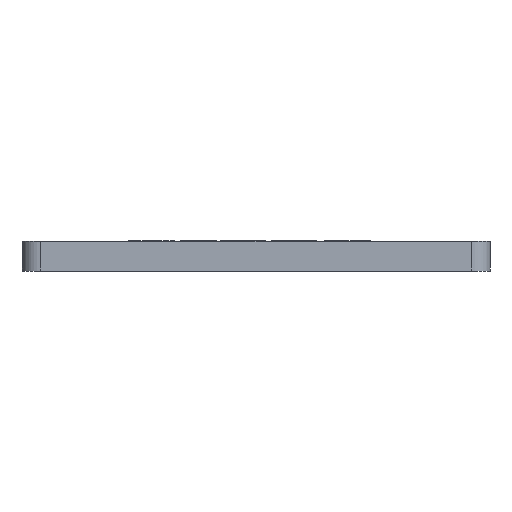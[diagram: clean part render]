
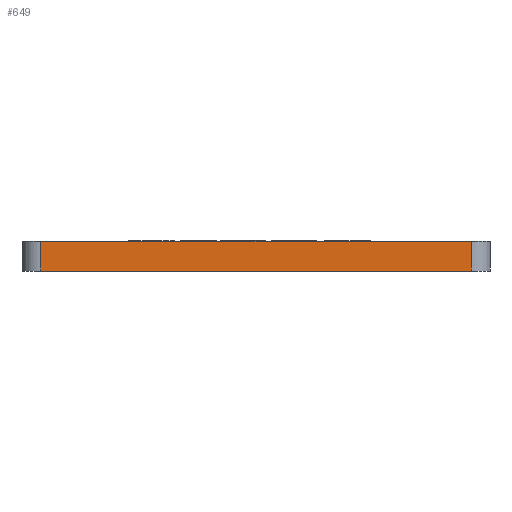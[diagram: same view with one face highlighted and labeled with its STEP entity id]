
A CAD part, front view. The second image highlights one B-rep face of the part: STEP entity #649.
In plain terms, the highlighted planar face has unit normal (0, -1, 0).
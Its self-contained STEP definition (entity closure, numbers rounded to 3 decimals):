
#63 = VERTEX_POINT('',#64);
#64 = CARTESIAN_POINT('',(-11.5,-51.,1.6));
#71 = EDGE_CURVE('',#72,#63,#74,.T.);
#72 = VERTEX_POINT('',#73);
#73 = CARTESIAN_POINT('',(-11.5,-51.,0.));
#74 = LINE('',#75,#76);
#75 = CARTESIAN_POINT('',(-11.5,-51.,0.));
#76 = VECTOR('',#77,1.);
#77 = DIRECTION('',(0.,0.,1.));
#155 = VERTEX_POINT('',#156);
#156 = CARTESIAN_POINT('',(11.5,-51.,0.));
#163 = EDGE_CURVE('',#155,#72,#164,.T.);
#164 = LINE('',#165,#166);
#165 = CARTESIAN_POINT('',(11.5,-51.,0.));
#166 = VECTOR('',#167,1.);
#167 = DIRECTION('',(-1.,0.,0.));
#217 = VERTEX_POINT('',#218);
#218 = CARTESIAN_POINT('',(11.5,-51.,1.6));
#225 = EDGE_CURVE('',#217,#63,#226,.T.);
#226 = LINE('',#227,#228);
#227 = CARTESIAN_POINT('',(11.5,-51.,1.6));
#228 = VECTOR('',#229,1.);
#229 = DIRECTION('',(-1.,0.,0.));
#649 = ADVANCED_FACE('',(#650),#661,.T.);
#650 = FACE_BOUND('',#651,.T.);
#651 = EDGE_LOOP('',(#652,#658,#659,#660));
#652 = ORIENTED_EDGE('',*,*,#653,.T.);
#653 = EDGE_CURVE('',#155,#217,#654,.T.);
#654 = LINE('',#655,#656);
#655 = CARTESIAN_POINT('',(11.5,-51.,0.));
#656 = VECTOR('',#657,1.);
#657 = DIRECTION('',(0.,0.,1.));
#658 = ORIENTED_EDGE('',*,*,#225,.T.);
#659 = ORIENTED_EDGE('',*,*,#71,.F.);
#660 = ORIENTED_EDGE('',*,*,#163,.F.);
#661 = PLANE('',#662);
#662 = AXIS2_PLACEMENT_3D('',#663,#664,#665);
#663 = CARTESIAN_POINT('',(11.5,-51.,0.));
#664 = DIRECTION('',(0.,-1.,0.));
#665 = DIRECTION('',(-1.,0.,0.));
